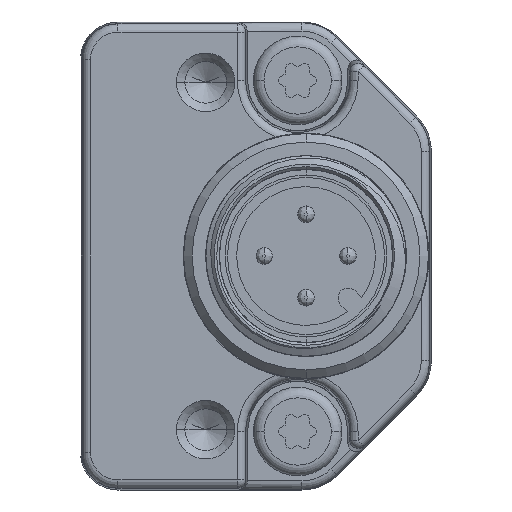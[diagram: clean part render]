
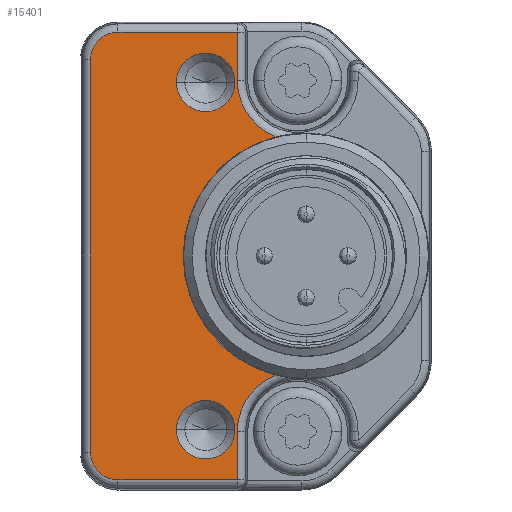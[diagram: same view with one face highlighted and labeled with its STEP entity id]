
A CAD part, left-side view. The second image highlights one B-rep face of the part: STEP entity #15401.
In plain terms, the highlighted planar face has unit normal (-1, 0, 0).
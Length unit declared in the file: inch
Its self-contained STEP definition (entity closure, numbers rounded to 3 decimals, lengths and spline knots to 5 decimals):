
#592=CARTESIAN_POINT('',(-0.49213,0.31496,
-0.41339));
#593=DIRECTION('',(1.,0.,0.));
#594=DIRECTION('',(0.,1.,0.));
#595=AXIS2_PLACEMENT_3D('',#592,#593,#594);
#597=DIRECTION('',(0.,0.,1.));
#598=VECTOR('',#597,0.11399);
#599=CARTESIAN_POINT('',(-0.49213,0.45723,
-0.52737));
#600=LINE('',#599,#598);
#601=DIRECTION('',(0.,-1.,0.));
#602=VECTOR('',#601,0.28096);
#603=CARTESIAN_POINT('',(-0.49213,0.73819,
-0.52737));
#604=LINE('',#603,#602);
#605=CARTESIAN_POINT('',(-0.49213,0.73819,
-0.4626));
#606=DIRECTION('',(-1.,0.,0.));
#607=DIRECTION('',(0.,1.,0.));
#608=AXIS2_PLACEMENT_3D('',#605,#606,#607);
#610=DIRECTION('',(0.,0.,-1.));
#611=VECTOR('',#610,0.9252);
#612=CARTESIAN_POINT('',(-0.49213,0.80296,
0.4626));
#613=LINE('',#612,#611);
#614=CARTESIAN_POINT('',(-0.49213,0.73819,
0.4626));
#615=DIRECTION('',(-1.,0.,0.));
#616=DIRECTION('',(0.,0.,1.));
#617=AXIS2_PLACEMENT_3D('',#614,#615,#616);
#619=DIRECTION('',(0.,1.,0.));
#620=VECTOR('',#619,0.28096);
#621=CARTESIAN_POINT('',(-0.49213,0.45723,
0.52737));
#622=LINE('',#621,#620);
#623=DIRECTION('',(0.,0.,1.));
#624=VECTOR('',#623,0.11399);
#625=CARTESIAN_POINT('',(-0.49213,0.45723,
0.41339));
#626=LINE('',#625,#624);
#627=CARTESIAN_POINT('',(-0.49213,0.31496,
0.41339));
#628=DIRECTION('',(1.,0.,0.));
#629=DIRECTION('',(0.,0.359,-0.933));
#630=AXIS2_PLACEMENT_3D('',#627,#628,#629);
#632=CARTESIAN_POINT('',(-0.49213,0.29528,0.));
#633=DIRECTION('',(-1.,0.,0.));
#634=DIRECTION('',(0.,0.244,0.97));
#635=AXIS2_PLACEMENT_3D('',#632,#633,#634);
#637=CARTESIAN_POINT('',(-0.49213,0.5315,
-0.40915));
#638=DIRECTION('',(1.,0.,0.));
#639=DIRECTION('',(0.,1.,0.));
#640=AXIS2_PLACEMENT_3D('',#637,#638,#639);
#642=CARTESIAN_POINT('',(-0.49213,0.5315,
-0.40915));
#643=DIRECTION('',(1.,0.,0.));
#644=DIRECTION('',(0.,-1.,0.));
#645=AXIS2_PLACEMENT_3D('',#642,#643,#644);
#647=CARTESIAN_POINT('',(-0.49213,0.5315,
0.40915));
#648=DIRECTION('',(1.,0.,0.));
#649=DIRECTION('',(0.,1.,0.));
#650=AXIS2_PLACEMENT_3D('',#647,#648,#649);
#652=CARTESIAN_POINT('',(-0.49213,0.5315,
0.40915));
#653=DIRECTION('',(1.,0.,0.));
#654=DIRECTION('',(0.,-1.,0.));
#655=AXIS2_PLACEMENT_3D('',#652,#653,#654);
#13078=CARTESIAN_POINT('',(-0.49213,0.80296,
-0.4626));
#13079=CARTESIAN_POINT('',(-0.49213,0.73819,
-0.52737));
#13080=VERTEX_POINT('',#13078);
#13081=VERTEX_POINT('',#13079);
#13086=CARTESIAN_POINT('',(-0.49213,0.80296,
0.4626));
#13087=VERTEX_POINT('',#13086);
#13090=CARTESIAN_POINT('',(-0.49213,0.73819,
0.52737));
#13091=VERTEX_POINT('',#13090);
#13114=CARTESIAN_POINT('',(-0.49213,0.60039,
-0.40915));
#13115=CARTESIAN_POINT('',(-0.49213,0.4626,
-0.40915));
#13116=VERTEX_POINT('',#13114);
#13117=VERTEX_POINT('',#13115);
#13122=CARTESIAN_POINT('',(-0.49213,0.60039,
0.40915));
#13123=CARTESIAN_POINT('',(-0.49213,0.4626,
0.40915));
#13124=VERTEX_POINT('',#13122);
#13125=VERTEX_POINT('',#13123);
#13158=CARTESIAN_POINT('',(-0.49213,0.45723,
-0.41339));
#13159=CARTESIAN_POINT('',(-0.49213,0.366,
-0.28059));
#13160=VERTEX_POINT('',#13158);
#13161=VERTEX_POINT('',#13159);
#13162=CARTESIAN_POINT('',(-0.49213,0.45723,
-0.52737));
#13163=VERTEX_POINT('',#13162);
#13186=CARTESIAN_POINT('',(-0.49213,0.366,
0.28059));
#13187=CARTESIAN_POINT('',(-0.49213,0.45723,
0.41339));
#13188=VERTEX_POINT('',#13186);
#13189=VERTEX_POINT('',#13187);
#13190=CARTESIAN_POINT('',(-0.49213,0.45723,
0.52737));
#13191=VERTEX_POINT('',#13190);
#15364=CARTESIAN_POINT('',(-0.49213,0.,0.));
#15365=DIRECTION('',(-1.,0.,0.));
#15366=DIRECTION('',(0.,0.,1.));
#15367=AXIS2_PLACEMENT_3D('',#15364,#15365,#15366);
#15368=PLANE('',#15367);
#15370=ORIENTED_EDGE('',*,*,#15369,.F.);
#15371=ORIENTED_EDGE('',*,*,#15354,.F.);
#15372=ORIENTED_EDGE('',*,*,#15331,.F.);
#15374=ORIENTED_EDGE('',*,*,#15373,.F.);
#15376=ORIENTED_EDGE('',*,*,#15375,.F.);
#15378=ORIENTED_EDGE('',*,*,#15377,.F.);
#15380=ORIENTED_EDGE('',*,*,#15379,.F.);
#15382=ORIENTED_EDGE('',*,*,#15381,.F.);
#15384=ORIENTED_EDGE('',*,*,#15383,.F.);
#15386=ORIENTED_EDGE('',*,*,#15385,.T.);
#15387=EDGE_LOOP('',(#15370,#15371,#15372,#15374,#15376,#15378,#15380,#15382,
#15384,#15386));
#15388=FACE_OUTER_BOUND('',#15387,.F.);
#15390=ORIENTED_EDGE('',*,*,#15389,.F.);
#15392=ORIENTED_EDGE('',*,*,#15391,.F.);
#15393=EDGE_LOOP('',(#15390,#15392));
#15394=FACE_BOUND('',#15393,.F.);
#15396=ORIENTED_EDGE('',*,*,#15395,.F.);
#15398=ORIENTED_EDGE('',*,*,#15397,.F.);
#15399=EDGE_LOOP('',(#15396,#15398));
#15400=FACE_BOUND('',#15399,.F.);
#15401=ADVANCED_FACE('',(#15388,#15394,#15400),#15368,.T.);
#596=CIRCLE('',#595,0.14227);
#609=CIRCLE('',#608,0.06477);
#618=CIRCLE('',#617,0.06477);
#631=CIRCLE('',#630,0.14227);
#636=CIRCLE('',#635,0.28937);
#641=CIRCLE('',#640,0.0689);
#646=CIRCLE('',#645,0.0689);
#651=CIRCLE('',#650,0.0689);
#656=CIRCLE('',#655,0.0689);
#15331=EDGE_CURVE('',#13081,#13163,#604,.T.);
#15354=EDGE_CURVE('',#13163,#13160,#600,.T.);
#15369=EDGE_CURVE('',#13160,#13161,#596,.T.);
#15373=EDGE_CURVE('',#13080,#13081,#609,.T.);
#15375=EDGE_CURVE('',#13087,#13080,#613,.T.);
#15377=EDGE_CURVE('',#13091,#13087,#618,.T.);
#15379=EDGE_CURVE('',#13191,#13091,#622,.T.);
#15381=EDGE_CURVE('',#13189,#13191,#626,.T.);
#15383=EDGE_CURVE('',#13188,#13189,#631,.T.);
#15385=EDGE_CURVE('',#13188,#13161,#636,.T.);
#15389=EDGE_CURVE('',#13116,#13117,#641,.T.);
#15391=EDGE_CURVE('',#13117,#13116,#646,.T.);
#15395=EDGE_CURVE('',#13124,#13125,#651,.T.);
#15397=EDGE_CURVE('',#13125,#13124,#656,.T.);
